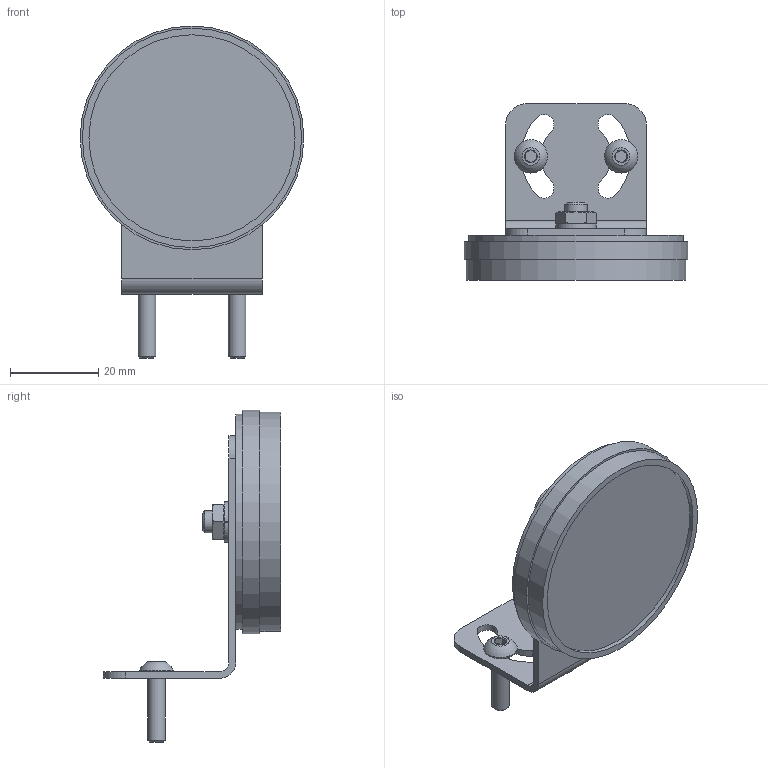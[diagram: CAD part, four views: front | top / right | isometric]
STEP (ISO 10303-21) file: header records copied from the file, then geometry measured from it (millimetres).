
FILE_DESCRIPTION(/* description */ (''),/* implementation_level */ '2;1');
FILE_NAME(/* name */ '66-205-1.stp',/* time_stamp */ '2022-02-25T07:37:03-05:00',/* author */ ('jmurphy'),/* organization */ (''),/* preprocessor_version */ 'ST-DEVELOPER v18.1',/* originating_system */ 'AutoCAD Mechanical',/* authorisation */ '');
FILE_SCHEMA (('AUTOMOTIVE_DESIGN { 1 0 10303 214 3 1 1 }'));
Length unit declared in the file: millimetre
Products named in the file (4): Product; IFM E20956 reflector; M5 Thin Hex Nut; M5 Lock Washer
Assembly tree (3 placements, depth 2):
  Product
    IFM E20956 reflector
    M5 Thin Hex Nut
    M5 Lock Washer
Bounding box: 50.8 x 40.2 x 75.38 mm (x, y, z)
Volume: 20295.8 mm3; surface area: 12324.3 mm2
Topology: 6 solids, 6 shells, 109 faces, 224 edges, 137 vertices
Faces by surface type: plane 50, cone 29, cylinder 28, sphere 2
Full cylindrical faces by diameter (mm): 4 x2, 5 x2, 7.6 x2, 46.8 x1, 48.8 x1, 49.8 x1, 50.8 x1
Entity records: 2924 total; most frequent: CARTESIAN_POINT 553, DIRECTION 511, ORIENTED_EDGE 448, EDGE_CURVE 224, AXIS2_PLACEMENT_3D 209, VERTEX_POINT 137, EDGE_LOOP 127, FACE_OUTER_BOUND 109
